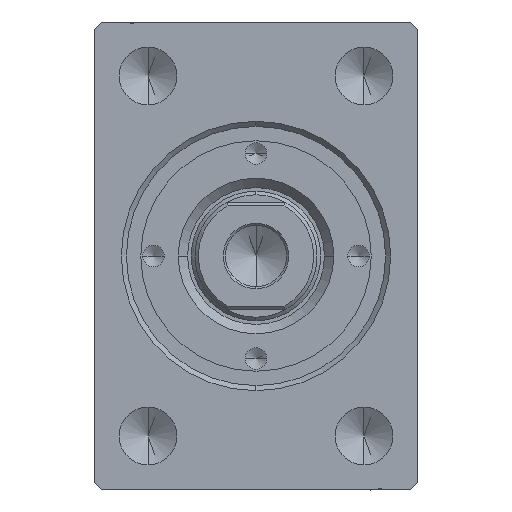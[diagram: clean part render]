
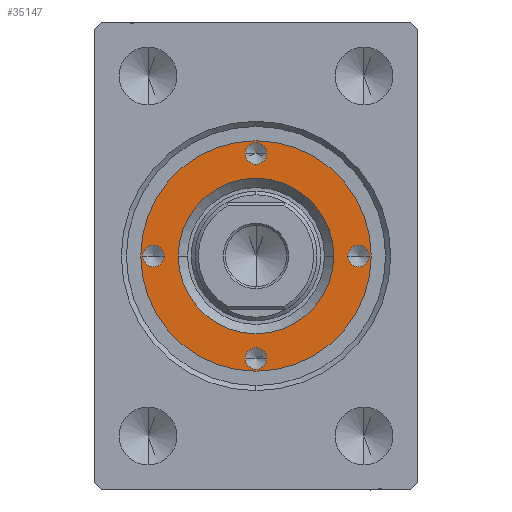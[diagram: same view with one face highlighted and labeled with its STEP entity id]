
A CAD part, left-side view. The second image highlights one B-rep face of the part: STEP entity #35147.
In plain terms, the highlighted face is planar.
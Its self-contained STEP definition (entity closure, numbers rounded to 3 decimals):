
#298 = CIRCLE ( 'NONE', #3863, 1.5 ) ;
#532 = EDGE_CURVE ( 'NONE', #34221, #17050, #17781, .T. ) ;
#1583 = EDGE_CURVE ( 'NONE', #11205, #40281, #23501, .T. ) ;
#1641 = EDGE_CURVE ( 'NONE', #17050, #34221, #34188, .T. ) ;
#1869 = CARTESIAN_POINT ( 'NONE',  ( 10.8, 0., 59.8 ) ) ;
#1984 = CIRCLE ( 'NONE', #7685, 16. ) ;
#2081 = CIRCLE ( 'NONE', #27034, 1.5 ) ;
#2545 = DIRECTION ( 'NONE',  ( 0., 0., 1. ) ) ;
#2595 = CARTESIAN_POINT ( 'NONE',  ( 0., -14.25, 59.8 ) ) ;
#2687 = DIRECTION ( 'NONE',  ( 0., 0., -1. ) ) ;
#3464 = ORIENTED_EDGE ( 'NONE', *, *, #1641, .T. ) ;
#3863 = AXIS2_PLACEMENT_3D ( 'NONE', #40945, #10357, #7007 ) ;
#4573 = AXIS2_PLACEMENT_3D ( 'NONE', #41252, #24302, #6871 ) ;
#4584 = CARTESIAN_POINT ( 'NONE',  ( -15.75, 0., 59.8 ) ) ;
#5232 = CARTESIAN_POINT ( 'NONE',  ( 0., 14.25, 59.8 ) ) ;
#5723 = DIRECTION ( 'NONE',  ( 1., 0., 0. ) ) ;
#6134 = ORIENTED_EDGE ( 'NONE', *, *, #29214, .F. ) ;
#6516 = ORIENTED_EDGE ( 'NONE', *, *, #26757, .F. ) ;
#6662 = CARTESIAN_POINT ( 'NONE',  ( -10.8, 0., 59.8 ) ) ;
#6871 = DIRECTION ( 'NONE',  ( 1., 0., 0. ) ) ;
#7007 = DIRECTION ( 'NONE',  ( 1., 0., 0. ) ) ;
#7446 = CIRCLE ( 'NONE', #4573, 1.5 ) ;
#7614 = DIRECTION ( 'NONE',  ( 1., 0., 0. ) ) ;
#7685 = AXIS2_PLACEMENT_3D ( 'NONE', #24820, #18135, #7614 ) ;
#9610 = PLANE ( 'NONE',  #21875 ) ;
#10090 = CARTESIAN_POINT ( 'NONE',  ( 1.5, -14.25, 59.8 ) ) ;
#10265 = FACE_BOUND ( 'NONE', #15109, .T. ) ;
#10357 = DIRECTION ( 'NONE',  ( 0., 0., 1. ) ) ;
#11205 = VERTEX_POINT ( 'NONE', #4584 ) ;
#11225 = DIRECTION ( 'NONE',  ( 1., 0., 0. ) ) ;
#11410 = EDGE_CURVE ( 'NONE', #36717, #14546, #298, .T. ) ;
#11686 = VERTEX_POINT ( 'NONE', #18146 ) ;
#11799 = CARTESIAN_POINT ( 'NONE',  ( 0., 14.25, 59.8 ) ) ;
#12961 = FACE_BOUND ( 'NONE', #32709, .T. ) ;
#12964 = DIRECTION ( 'NONE',  ( 0., 0., 1. ) ) ;
#13509 = AXIS2_PLACEMENT_3D ( 'NONE', #23628, #43474, #30086 ) ;
#13826 = ORIENTED_EDGE ( 'NONE', *, *, #21565, .T. ) ;
#14524 = EDGE_CURVE ( 'NONE', #23856, #16074, #26068, .T. ) ;
#14546 = VERTEX_POINT ( 'NONE', #33614 ) ;
#14586 = CARTESIAN_POINT ( 'NONE',  ( -12.75, 0., 59.8 ) ) ;
#14857 = VERTEX_POINT ( 'NONE', #39825 ) ;
#15109 = EDGE_LOOP ( 'NONE', ( #17329, #41502 ) ) ;
#15521 = DIRECTION ( 'NONE',  ( 1., 0., 0. ) ) ;
#15720 = VERTEX_POINT ( 'NONE', #35168 ) ;
#15861 = EDGE_LOOP ( 'NONE', ( #20225, #6134 ) ) ;
#16074 = VERTEX_POINT ( 'NONE', #18508 ) ;
#16545 = DIRECTION ( 'NONE',  ( 1., 0., 0. ) ) ;
#17050 = VERTEX_POINT ( 'NONE', #6662 ) ;
#17053 = ORIENTED_EDGE ( 'NONE', *, *, #43178, .T. ) ;
#17329 = ORIENTED_EDGE ( 'NONE', *, *, #31416, .F. ) ;
#17781 = CIRCLE ( 'NONE', #19204, 10.8 ) ;
#17825 = EDGE_LOOP ( 'NONE', ( #13826, #17053 ) ) ;
#18135 = DIRECTION ( 'NONE',  ( 0., 0., 1. ) ) ;
#18146 = CARTESIAN_POINT ( 'NONE',  ( -1.5, 14.25, 59.8 ) ) ;
#18508 = CARTESIAN_POINT ( 'NONE',  ( -1.5, -14.25, 59.8 ) ) ;
#18512 = AXIS2_PLACEMENT_3D ( 'NONE', #42183, #32994, #18546 ) ;
#18546 = DIRECTION ( 'NONE',  ( 1., 0., 0. ) ) ;
#19204 = AXIS2_PLACEMENT_3D ( 'NONE', #40402, #2687, #33039 ) ;
#19262 = CARTESIAN_POINT ( 'NONE',  ( 0., 0., 59.8 ) ) ;
#19631 = AXIS2_PLACEMENT_3D ( 'NONE', #5232, #2545, #15521 ) ;
#19907 = DIRECTION ( 'NONE',  ( 0., 0., 1. ) ) ;
#20027 = DIRECTION ( 'NONE',  ( 0., 0., 1. ) ) ;
#20225 = ORIENTED_EDGE ( 'NONE', *, *, #11410, .F. ) ;
#21565 = EDGE_CURVE ( 'NONE', #14857, #41226, #1984, .T. ) ;
#21875 = AXIS2_PLACEMENT_3D ( 'NONE', #36845, #19907, #16545 ) ;
#22728 = AXIS2_PLACEMENT_3D ( 'NONE', #40304, #29394, #5723 ) ;
#23501 = CIRCLE ( 'NONE', #18512, 1.5 ) ;
#23628 = CARTESIAN_POINT ( 'NONE',  ( 0., 0., 59.8 ) ) ;
#23856 = VERTEX_POINT ( 'NONE', #10090 ) ;
#24302 = DIRECTION ( 'NONE',  ( 0., 0., 1. ) ) ;
#24820 = CARTESIAN_POINT ( 'NONE',  ( 0., 0., 59.8 ) ) ;
#25075 = DIRECTION ( 'NONE',  ( 0., 0., 1. ) ) ;
#25189 = EDGE_CURVE ( 'NONE', #11686, #15720, #2081, .T. ) ;
#25856 = DIRECTION ( 'NONE',  ( 0., 0., 1. ) ) ;
#26068 = CIRCLE ( 'NONE', #31741, 1.5 ) ;
#26257 = CIRCLE ( 'NONE', #22728, 1.5 ) ;
#26492 = DIRECTION ( 'NONE',  ( 1., 0., 0. ) ) ;
#26585 = FACE_OUTER_BOUND ( 'NONE', #17825, .T. ) ;
#26588 = DIRECTION ( 'NONE',  ( 1., 0., 0. ) ) ;
#26757 = EDGE_CURVE ( 'NONE', #40281, #11205, #26257, .T. ) ;
#26912 = CIRCLE ( 'NONE', #39015, 16. ) ;
#27034 = AXIS2_PLACEMENT_3D ( 'NONE', #11799, #25856, #39459 ) ;
#28011 = ORIENTED_EDGE ( 'NONE', *, *, #532, .T. ) ;
#28211 = CIRCLE ( 'NONE', #19631, 1.5 ) ;
#29214 = EDGE_CURVE ( 'NONE', #14546, #36717, #30953, .T. ) ;
#29394 = DIRECTION ( 'NONE',  ( 0., 0., 1. ) ) ;
#29886 = EDGE_CURVE ( 'NONE', #16074, #23856, #7446, .T. ) ;
#29924 = FACE_BOUND ( 'NONE', #15861, .T. ) ;
#30086 = DIRECTION ( 'NONE',  ( 1., 0., 0. ) ) ;
#30613 = CARTESIAN_POINT ( 'NONE',  ( 15.75, 0., 59.8 ) ) ;
#30953 = CIRCLE ( 'NONE', #43791, 1.5 ) ;
#31416 = EDGE_CURVE ( 'NONE', #15720, #11686, #28211, .T. ) ;
#31741 = AXIS2_PLACEMENT_3D ( 'NONE', #2595, #20027, #26492 ) ;
#32317 = ORIENTED_EDGE ( 'NONE', *, *, #29886, .F. ) ;
#32709 = EDGE_LOOP ( 'NONE', ( #28011, #3464 ) ) ;
#32994 = DIRECTION ( 'NONE',  ( 0., 0., 1. ) ) ;
#33039 = DIRECTION ( 'NONE',  ( 1., 0., 0. ) ) ;
#33258 = ORIENTED_EDGE ( 'NONE', *, *, #14524, .F. ) ;
#33614 = CARTESIAN_POINT ( 'NONE',  ( 12.75, 0., 59.8 ) ) ;
#34003 = EDGE_LOOP ( 'NONE', ( #6516, #38362 ) ) ;
#34188 = CIRCLE ( 'NONE', #13509, 10.8 ) ;
#34221 = VERTEX_POINT ( 'NONE', #1869 ) ;
#35147 = ADVANCED_FACE ( 'NONE', ( #40856, #10265, #29924, #43531, #12961, #26585 ), #9610, .T. ) ;
#35168 = CARTESIAN_POINT ( 'NONE',  ( 1.5, 14.25, 59.8 ) ) ;
#36242 = CARTESIAN_POINT ( 'NONE',  ( 16., 0., 59.8 ) ) ;
#36717 = VERTEX_POINT ( 'NONE', #30613 ) ;
#36845 = CARTESIAN_POINT ( 'NONE',  ( 0., 0., 59.8 ) ) ;
#38362 = ORIENTED_EDGE ( 'NONE', *, *, #1583, .F. ) ;
#39015 = AXIS2_PLACEMENT_3D ( 'NONE', #19262, #12964, #26588 ) ;
#39459 = DIRECTION ( 'NONE',  ( 1., 0., 0. ) ) ;
#39825 = CARTESIAN_POINT ( 'NONE',  ( -16., 0., 59.8 ) ) ;
#40281 = VERTEX_POINT ( 'NONE', #14586 ) ;
#40304 = CARTESIAN_POINT ( 'NONE',  ( -14.25, 0., 59.8 ) ) ;
#40402 = CARTESIAN_POINT ( 'NONE',  ( 0., 0., 59.8 ) ) ;
#40856 = FACE_BOUND ( 'NONE', #34003, .T. ) ;
#40945 = CARTESIAN_POINT ( 'NONE',  ( 14.25, 0., 59.8 ) ) ;
#41226 = VERTEX_POINT ( 'NONE', #36242 ) ;
#41252 = CARTESIAN_POINT ( 'NONE',  ( 0., -14.25, 59.8 ) ) ;
#41502 = ORIENTED_EDGE ( 'NONE', *, *, #25189, .F. ) ;
#41815 = CARTESIAN_POINT ( 'NONE',  ( 14.25, 0., 59.8 ) ) ;
#42183 = CARTESIAN_POINT ( 'NONE',  ( -14.25, 0., 59.8 ) ) ;
#43178 = EDGE_CURVE ( 'NONE', #41226, #14857, #26912, .T. ) ;
#43258 = EDGE_LOOP ( 'NONE', ( #33258, #32317 ) ) ;
#43474 = DIRECTION ( 'NONE',  ( 0., 0., -1. ) ) ;
#43531 = FACE_BOUND ( 'NONE', #43258, .T. ) ;
#43791 = AXIS2_PLACEMENT_3D ( 'NONE', #41815, #25075, #11225 ) ;
